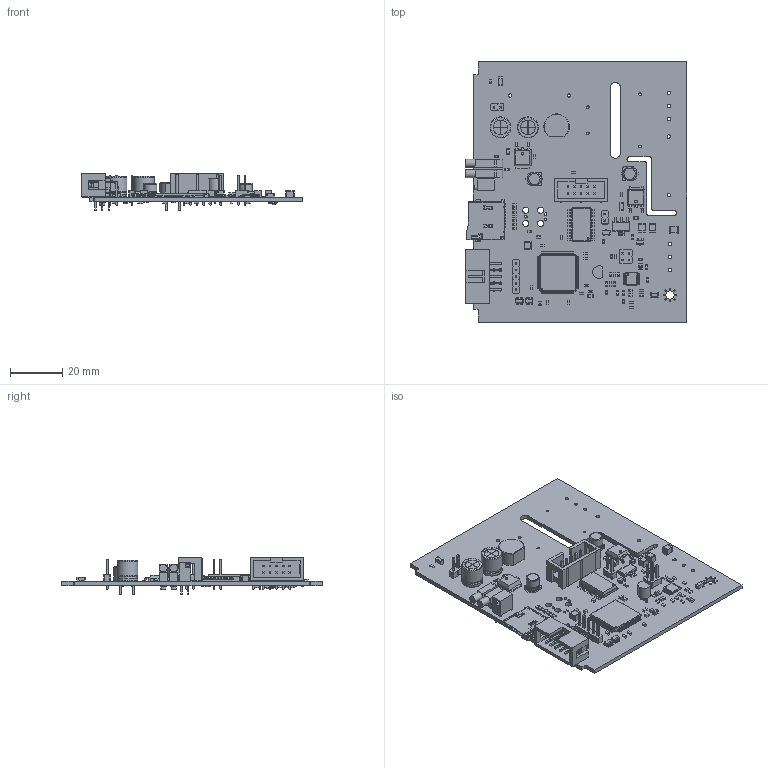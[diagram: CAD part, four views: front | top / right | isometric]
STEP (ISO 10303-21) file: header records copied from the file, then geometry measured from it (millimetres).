
FILE_DESCRIPTION(('KiCad electronic assembly'),'2;1');
FILE_NAME('reflow-oven-control-pcb.step','2020-06-22T21:54:06',( 'An Author'),('A Company'),'Open CASCADE STEP processor 7.4', 'KiCad to STEP converter','Unknown');
FILE_SCHEMA(('AUTOMOTIVE_DESIGN { 1 0 10303 214 1 1 1 1 }'));
Length unit declared in the file: millimetre
Products named in the file (56): Open CASCADE STEP translator 7.4 1; 112J-TXAR-R_C_1-1; COMPOUND; SOT-23-6; SOLID; R_0603_1608Metric; SOT-23; TSSOP-14_4.4x5mm_P0.65mm; C_0603_1608Metric; C_1210_3225Metric; SOT-223; 12711001; LQFP-100_14x14mm_P0.5mm; IDC-Header_2x05_P2.54mm_Vertical; C_1206_3216Metric; CP_Radial_D8.0mm_P3.50mm; C_0805_2012Metric; C_Elec_5x5.4; LED_0603_1608Metric; Diode_Bridge_Round_D9.8mm; L_0603_1608Metric; PinHeader_2x02_P2.54mm_Vertical; PinHeader_1x05_P2.54mm_Vertical; L_0805_2012Metric; PinHeader_1x02_P2.54mm_Vertical; Potentiometer_Bourns_3266X_Horizontal; TO-252-2; SOIC-20W_7.5x12.8mm_P1.27mm; IDC-Header_2x05_P2.54mm_Horizontal; TO-92_Inline
Assembly tree (140 placements, depth 3):
  Open CASCADE STEP translator 7.4 1
    112J-TXAR-R_C_1-1
      COMPOUND
    SOT-23-6  x2
      SOLID
    R_0603_1608Metric  x39
      SOLID
    SOT-23  x3
      SOLID
    TSSOP-14_4.4x5mm_P0.65mm
      SOLID
    C_0603_1608Metric  x33
      SOLID
    C_1210_3225Metric  x4
      SOLID
    SOT-223
      SOLID
    12711001  x2
      SOLID
    LQFP-100_14x14mm_P0.5mm
      SOLID
    IDC-Header_2x05_P2.54mm_Vertical
      SOLID
    C_1206_3216Metric  x3
      SOLID
    CP_Radial_D8.0mm_P3.50mm  x2
      SOLID
    C_0805_2012Metric  x2
      SOLID
    C_Elec_5x5.4  x2
      COMPOUND
    LED_0603_1608Metric  x2
      SOLID
    Diode_Bridge_Round_D9.8mm
      SOLID
    L_0603_1608Metric
      SOLID
    PinHeader_2x02_P2.54mm_Vertical
      SOLID
    PinHeader_1x05_P2.54mm_Vertical
      SOLID
    L_0805_2012Metric
      SOLID
    PinHeader_1x02_P2.54mm_Vertical  x2
      SOLID
    Potentiometer_Bourns_3266X_Horizontal
      SOLID
    TO-252-2  x2
      SOLID
    SOIC-20W_7.5x12.8mm_P1.27mm
      SOLID
    IDC-Header_2x05_P2.54mm_Horizontal
      SOLID
    TO-92_Inline
      SOLID
    COMPOUND
Bounding box: 85.1 x 100 x 14.1 mm (x, y, z)
Volume: 17673.9 mm3; surface area: 26460.4 mm2
Topology: 128 solids, 130 shells, 7798 faces, 20573 edges, 13201 vertices
Faces by surface type: plane 5286, cylinder 2016, bspline 407, cone 58, torus 17, revolution 14
Full cylindrical faces by diameter (mm): 0.02 x2, 0.46 x3, 0.5 x14, 0.6 x1, 0.75 x3, 0.8 x11, 0.991 x3, 1 x57, 1.3 x4, 1.32 x6, 1.78 x1, 2.1 x2, 2.3 x2, 2.375 x4, 3 x2, 3.2 x1, 5 x4
Entity records: 390494 total; most frequent: CARTESIAN_POINT 90028, DIRECTION 50704, LINE 34907, VECTOR 34907, ORIENTED_EDGE 27482, PCURVE 27482, DEFINITIONAL_REPRESENTATION 27482, EDGE_CURVE 13741
